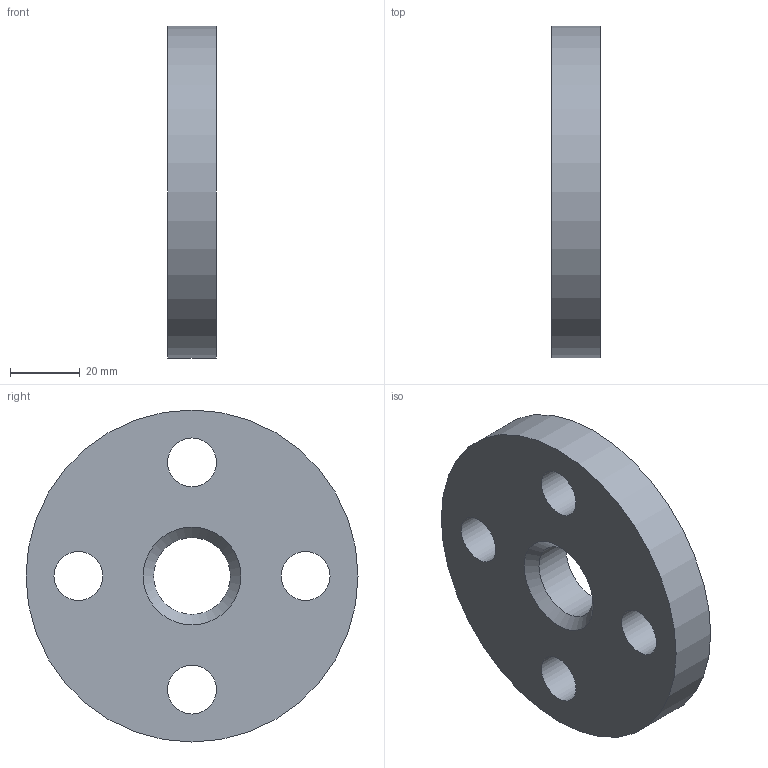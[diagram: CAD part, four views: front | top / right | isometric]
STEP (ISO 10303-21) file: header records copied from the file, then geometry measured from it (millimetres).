
FILE_DESCRIPTION((''),'2;1');
FILE_NAME('Alu-Losflansch DN015 d22.stp','2010-11-29T13:57:02',('prost'),(''),'Autodesk Inventor 2010','Autodesk Inventor 2010','');
FILE_SCHEMA(('AUTOMOTIVE_DESIGN { 1 0 10303 214 1 1 1 1 }'));
Length unit declared in the file: millimetre
Products named in the file (1): 089005_Alu-Losflansch DN15
Bounding box: 14 x 95 x 95 mm (x, y, z)
Volume: 84955.4 mm3; surface area: 19683.3 mm2
Topology: 1 solids, 1 shells, 9 faces, 24 edges, 17 vertices
Faces by surface type: bspline 4, cylinder 2, plane 2, cone 1
Full cylindrical faces by diameter (mm): 22 x1, 95 x1
Entity records: 322 total; most frequent: CARTESIAN_POINT 104, DIRECTION 38, ORIENTED_EDGE 26, EDGE_LOOP 26, AXIS2_PLACEMENT_3D 19, FACE_BOUND 17, VERTEX_POINT 13, CIRCLE 13
